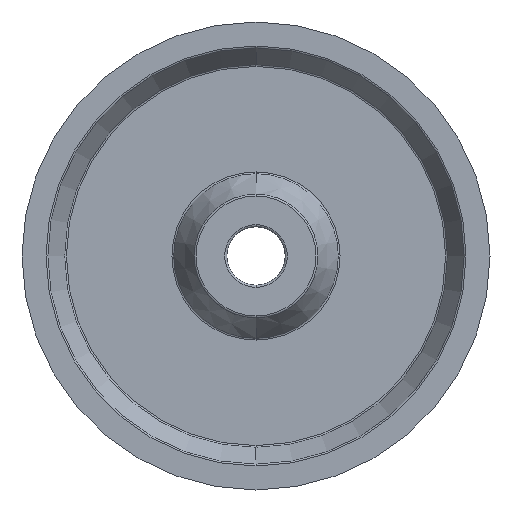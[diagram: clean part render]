
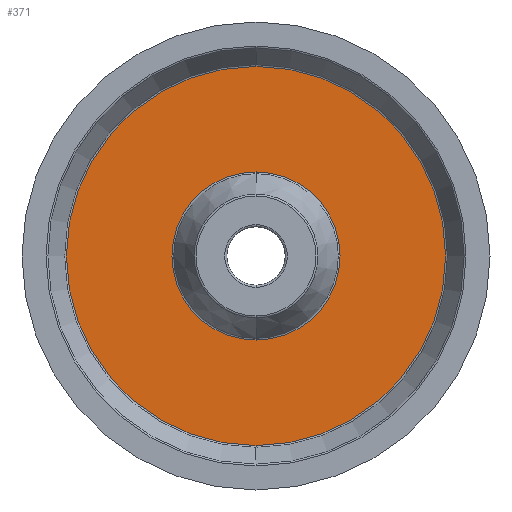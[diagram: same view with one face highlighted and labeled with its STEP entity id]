
A CAD part, left-side view. The second image highlights one B-rep face of the part: STEP entity #371.
In plain terms, the highlighted planar face has unit normal (-1, 0, 0).
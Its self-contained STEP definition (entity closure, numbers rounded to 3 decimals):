
#34 = EDGE_CURVE ( 'NONE', #1079, #453, #393, .T. ) ;
#42 = AXIS2_PLACEMENT_3D ( 'NONE', #208, #1216, #912 ) ;
#65 = AXIS2_PLACEMENT_3D ( 'NONE', #156, #965, #70 ) ;
#70 = DIRECTION ( 'NONE',  ( 0., 0., -1. ) ) ;
#75 = AXIS2_PLACEMENT_3D ( 'NONE', #151, #413, #722 ) ;
#146 = CIRCLE ( 'NONE', #65, 26.334 ) ;
#151 = CARTESIAN_POINT ( 'NONE',  ( -2., 0., 0. ) ) ;
#156 = CARTESIAN_POINT ( 'NONE',  ( -2., 0., 0. ) ) ;
#176 = CARTESIAN_POINT ( 'NONE',  ( -2., 0., -11.678 ) ) ;
#208 = CARTESIAN_POINT ( 'NONE',  ( -2., 11.5, 0. ) ) ;
#214 = ORIENTED_EDGE ( 'NONE', *, *, #34, .T. ) ;
#259 = CARTESIAN_POINT ( 'NONE',  ( -2., 0., 0. ) ) ;
#288 = VERTEX_POINT ( 'NONE', #1114 ) ;
#306 = PLANE ( 'NONE',  #42 ) ;
#371 = ADVANCED_FACE ( 'NONE', ( #899, #991 ), #306, .F. ) ;
#393 = CIRCLE ( 'NONE', #511, 26.334 ) ;
#396 = ORIENTED_EDGE ( 'NONE', *, *, #474, .T. ) ;
#413 = DIRECTION ( 'NONE',  ( 1., 0., 0. ) ) ;
#453 = VERTEX_POINT ( 'NONE', #541 ) ;
#474 = EDGE_CURVE ( 'NONE', #288, #1232, #833, .T. ) ;
#511 = AXIS2_PLACEMENT_3D ( 'NONE', #661, #555, #863 ) ;
#541 = CARTESIAN_POINT ( 'NONE',  ( -2., 0., -26.334 ) ) ;
#549 = DIRECTION ( 'NONE',  ( 0., 0., -1. ) ) ;
#555 = DIRECTION ( 'NONE',  ( -1., 0., 0. ) ) ;
#626 = EDGE_CURVE ( 'NONE', #453, #1079, #146, .T. ) ;
#646 = CARTESIAN_POINT ( 'NONE',  ( -2., 0., 26.334 ) ) ;
#649 = EDGE_CURVE ( 'NONE', #1232, #288, #1134, .T. ) ;
#661 = CARTESIAN_POINT ( 'NONE',  ( -2., 0., 0. ) ) ;
#722 = DIRECTION ( 'NONE',  ( 0., 0., -1. ) ) ;
#779 = ORIENTED_EDGE ( 'NONE', *, *, #626, .T. ) ;
#833 = CIRCLE ( 'NONE', #75, 11.678 ) ;
#848 = EDGE_LOOP ( 'NONE', ( #779, #214 ) ) ;
#863 = DIRECTION ( 'NONE',  ( 0., 0., -1. ) ) ;
#899 = FACE_BOUND ( 'NONE', #1305, .T. ) ;
#912 = DIRECTION ( 'NONE',  ( 0., 0., -1. ) ) ;
#929 = ORIENTED_EDGE ( 'NONE', *, *, #649, .T. ) ;
#965 = DIRECTION ( 'NONE',  ( -1., 0., 0. ) ) ;
#991 = FACE_OUTER_BOUND ( 'NONE', #848, .T. ) ;
#1072 = AXIS2_PLACEMENT_3D ( 'NONE', #259, #1280, #549 ) ;
#1079 = VERTEX_POINT ( 'NONE', #646 ) ;
#1114 = CARTESIAN_POINT ( 'NONE',  ( -2., 0., 11.678 ) ) ;
#1134 = CIRCLE ( 'NONE', #1072, 11.678 ) ;
#1216 = DIRECTION ( 'NONE',  ( 1., 0., 0. ) ) ;
#1232 = VERTEX_POINT ( 'NONE', #176 ) ;
#1280 = DIRECTION ( 'NONE',  ( 1., 0., 0. ) ) ;
#1305 = EDGE_LOOP ( 'NONE', ( #929, #396 ) ) ;
